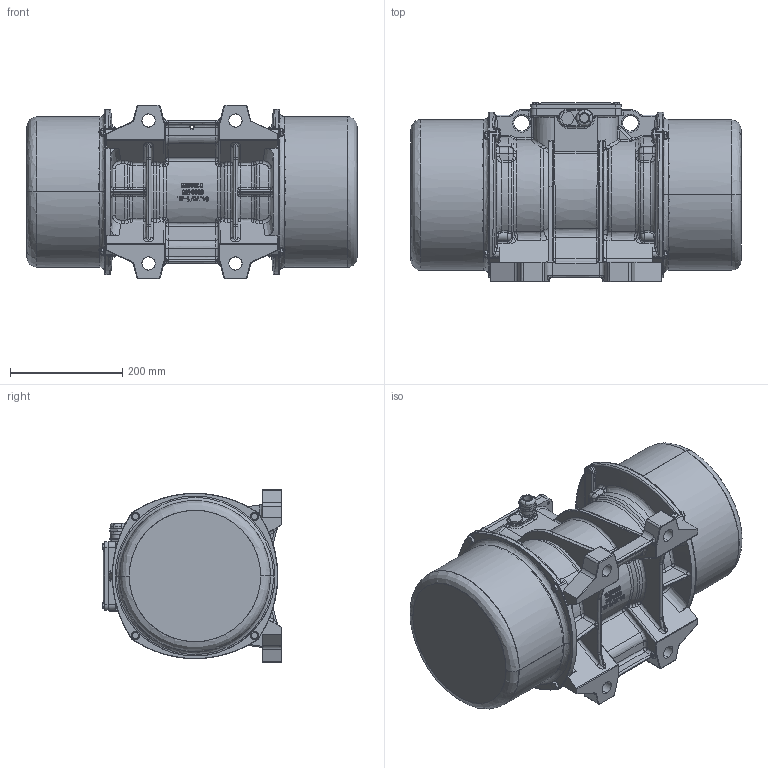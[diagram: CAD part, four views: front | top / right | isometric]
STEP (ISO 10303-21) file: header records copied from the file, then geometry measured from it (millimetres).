
FILE_DESCRIPTION (( 'STEP AP203' ), '1' );
FILE_NAME ('NES 253720 #XXXXXXXX.STEP', '2019-01-17T08:06:39', ( '' ), ( '' ), 'SwSTEP 2.0', 'SolidWorks 2015', '' );
FILE_SCHEMA (( 'CONFIG_CONTROL_DESIGN' ));
Products named in the file (1): NES 253720 #XXXXXXXX
Bounding box: 589 x 320.7 x 310 mm (x, y, z)
Volume: 12992890.6 mm3; surface area: 1554609.9 mm2
Topology: 32 solids, 32 shells, 4236 faces, 11168 edges, 7038 vertices
Faces by surface type: bspline 3124, plane 1112
Entity records: 315452 total; most frequent: CARTESIAN_POINT 232490, ORIENTED_EDGE 22196, EDGE_CURVE 11098, DIRECTION 7575, VERTEX_POINT 7038, B_SPLINE_CURVE_WITH_KNOTS 5749, VECTOR 5349, LINE 5349
